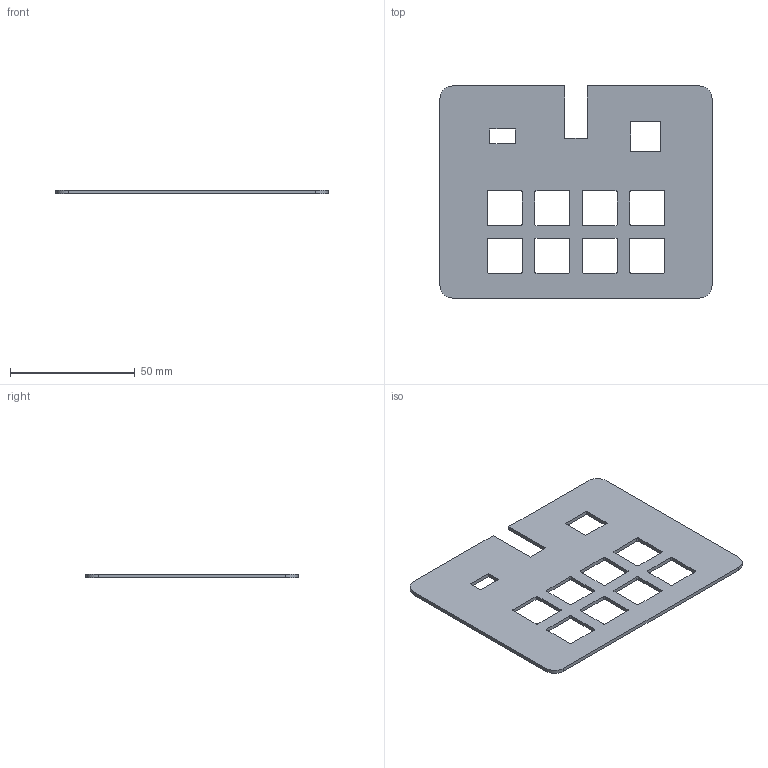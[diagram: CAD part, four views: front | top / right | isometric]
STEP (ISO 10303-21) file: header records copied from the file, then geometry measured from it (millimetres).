
FILE_DESCRIPTION(/* description */ (''),/* implementation_level */ '2;1');
FILE_NAME(/* name */ 'top case deck v2.step',/* time_stamp */ '2025-12-11T20:48:05-05:00',/* author */ (''),/* organization */ (''),/* preprocessor_version */ 'ST-DEVELOPER v20.1',/* originating_system */ 'Autodesk Translation Framework v14.21.0.0',/* authorisation */ '');
FILE_SCHEMA (('AUTOMOTIVE_DESIGN { 1 0 10303 214 3 1 1 }'));
Length unit declared in the file: millimetre
Products named in the file (1): 2025-12-11-20-09-51-538
Bounding box: 109 x 85 x 1.5 mm (x, y, z)
Volume: 10929.8 mm3; surface area: 15986.5 mm2
Topology: 1 solids, 1 shells, 86 faces, 252 edges, 168 vertices
Faces by surface type: plane 50, cylinder 36
Entity records: 2941 total; most frequent: CARTESIAN_POINT 507, ORIENTED_EDGE 504, DIRECTION 498, EDGE_CURVE 252, LINE 180, VECTOR 180, VERTEX_POINT 168, AXIS2_PLACEMENT_3D 159
